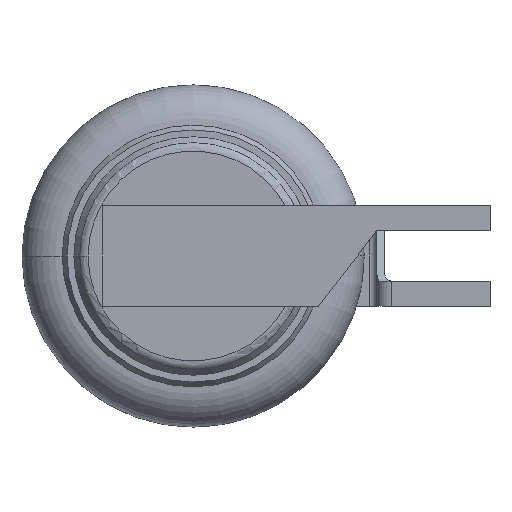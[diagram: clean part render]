
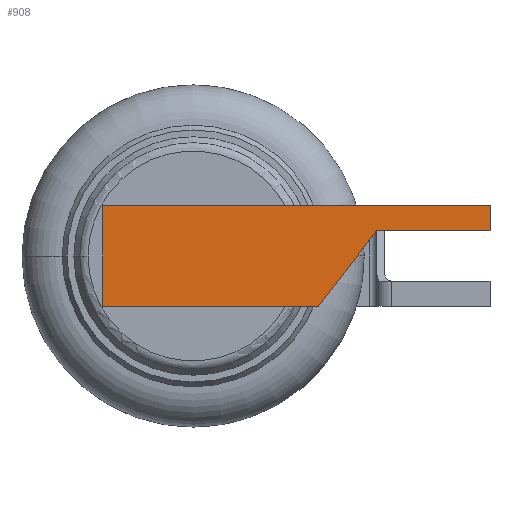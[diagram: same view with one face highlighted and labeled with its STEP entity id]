
A CAD part, front view. The second image highlights one B-rep face of the part: STEP entity #908.
In plain terms, the highlighted planar face has unit normal (0, -1, 0).
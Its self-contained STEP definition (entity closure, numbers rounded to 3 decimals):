
#6 = VECTOR ( 'NONE', #885, 1000. ) ;
#8 = CARTESIAN_POINT ( 'NONE',  ( -1.798, 0., 1. ) ) ;
#18 = VERTEX_POINT ( 'NONE', #807 ) ;
#44 = VECTOR ( 'NONE', #919, 1000. ) ;
#93 = VECTOR ( 'NONE', #237, 1000. ) ;
#172 = ORIENTED_EDGE ( 'NONE', *, *, #1195, .T. ) ;
#237 = DIRECTION ( 'NONE',  ( 1., 0., 0. ) ) ;
#255 = AXIS2_PLACEMENT_3D ( 'NONE', #8, #933, #830 ) ;
#273 = CARTESIAN_POINT ( 'NONE',  ( -1.798, 0., -1. ) ) ;
#280 = ORIENTED_EDGE ( 'NONE', *, *, #886, .F. ) ;
#327 = FACE_OUTER_BOUND ( 'NONE', #490, .T. ) ;
#331 = CARTESIAN_POINT ( 'NONE',  ( 5.9, 0., 0.5 ) ) ;
#332 = ORIENTED_EDGE ( 'NONE', *, *, #867, .T. ) ;
#490 = EDGE_LOOP ( 'NONE', ( #172, #1018, #1282, #280, #687, #332 ) ) ;
#519 = VERTEX_POINT ( 'NONE', #1033 ) ;
#583 = CARTESIAN_POINT ( 'NONE',  ( -1.798, 0., -1. ) ) ;
#613 = LINE ( 'NONE', #273, #1188 ) ;
#639 = VERTEX_POINT ( 'NONE', #331 ) ;
#650 = CARTESIAN_POINT ( 'NONE',  ( -1.798, 0., 1. ) ) ;
#663 = DIRECTION ( 'NONE',  ( 1., 0., 0. ) ) ;
#686 = VECTOR ( 'NONE', #1113, 1000. ) ;
#687 = ORIENTED_EDGE ( 'NONE', *, *, #959, .F. ) ;
#710 = LINE ( 'NONE', #719, #686 ) ;
#711 = DIRECTION ( 'NONE',  ( 1., 0., 0. ) ) ;
#719 = CARTESIAN_POINT ( 'NONE',  ( -1.798, 0., 1. ) ) ;
#807 = CARTESIAN_POINT ( 'NONE',  ( 2.485, 0., -1. ) ) ;
#830 = DIRECTION ( 'NONE',  ( -1., 0., 0. ) ) ;
#837 = EDGE_CURVE ( 'NONE', #1206, #639, #1239, .T. ) ;
#859 = CARTESIAN_POINT ( 'NONE',  ( 3.65, 0., 0.5 ) ) ;
#867 = EDGE_CURVE ( 'NONE', #905, #1196, #710, .T. ) ;
#885 = DIRECTION ( 'NONE',  ( -0.614, 0., -0.79 ) ) ;
#886 = EDGE_CURVE ( 'NONE', #519, #639, #1061, .T. ) ;
#905 = VERTEX_POINT ( 'NONE', #650 ) ;
#908 = ADVANCED_FACE ( 'NONE', ( #327 ), #1226, .F. ) ;
#909 = CARTESIAN_POINT ( 'NONE',  ( 5.9, 0., 1. ) ) ;
#919 = DIRECTION ( 'NONE',  ( 0., 0., -1. ) ) ;
#933 = DIRECTION ( 'NONE',  ( 0., 1., 0. ) ) ;
#959 = EDGE_CURVE ( 'NONE', #905, #519, #1295, .T. ) ;
#1000 = LINE ( 'NONE', #859, #6 ) ;
#1018 = ORIENTED_EDGE ( 'NONE', *, *, #1275, .F. ) ;
#1033 = CARTESIAN_POINT ( 'NONE',  ( 5.9, 0., 1. ) ) ;
#1039 = CARTESIAN_POINT ( 'NONE',  ( -1.798, 0., 1. ) ) ;
#1041 = VECTOR ( 'NONE', #711, 1000. ) ;
#1061 = LINE ( 'NONE', #909, #44 ) ;
#1113 = DIRECTION ( 'NONE',  ( 0., 0., -1. ) ) ;
#1188 = VECTOR ( 'NONE', #663, 1000. ) ;
#1195 = EDGE_CURVE ( 'NONE', #1196, #18, #613, .T. ) ;
#1196 = VERTEX_POINT ( 'NONE', #583 ) ;
#1206 = VERTEX_POINT ( 'NONE', #1272 ) ;
#1226 = PLANE ( 'NONE',  #255 ) ;
#1239 = LINE ( 'NONE', #1319, #1041 ) ;
#1272 = CARTESIAN_POINT ( 'NONE',  ( 3.65, 0., 0.5 ) ) ;
#1275 = EDGE_CURVE ( 'NONE', #1206, #18, #1000, .T. ) ;
#1282 = ORIENTED_EDGE ( 'NONE', *, *, #837, .T. ) ;
#1295 = LINE ( 'NONE', #1039, #93 ) ;
#1319 = CARTESIAN_POINT ( 'NONE',  ( 1.631, 0., 0.5 ) ) ;
